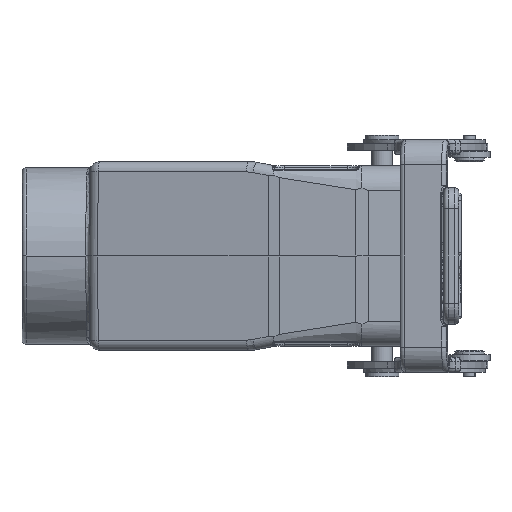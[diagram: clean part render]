
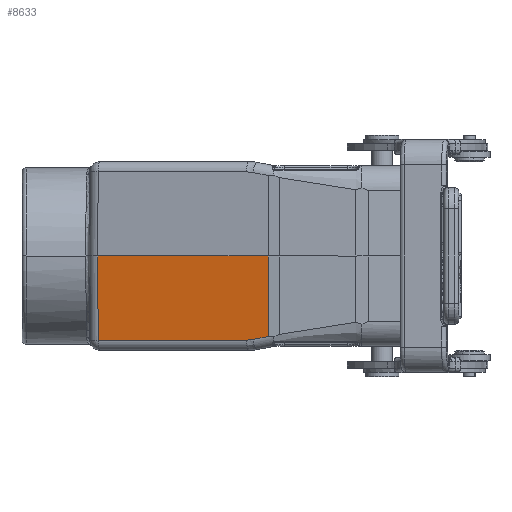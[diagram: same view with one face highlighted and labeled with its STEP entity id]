
A CAD part, left-side view. The second image highlights one B-rep face of the part: STEP entity #8633.
In plain terms, the highlighted planar face has unit normal (-0.982, 0.19, -0.009).
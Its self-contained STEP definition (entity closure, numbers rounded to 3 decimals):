
#2223=B_SPLINE_CURVE_WITH_KNOTS('',3,(#56865,#56866,#56867,#56868),
 .UNSPECIFIED.,.F.,.F.,(4,4),(0.,1.),.UNSPECIFIED.);
#3954=LINE('',#56891,#6287);
#3964=LINE('',#56963,#6297);
#4207=LINE('',#58601,#6543);
#4215=LINE('',#59013,#6551);
#4216=LINE('',#59015,#6552);
#6287=VECTOR('',#39419,1.);
#6297=VECTOR('',#39467,1.);
#6543=VECTOR('',#40229,1.);
#6551=VECTOR('',#40249,1.);
#6552=VECTOR('',#40252,1.);
#8633=ADVANCED_FACE('',(#11226),#9823,.T.);
#9823=PLANE('',#34187);
#11226=FACE_OUTER_BOUND('',#13164,.T.);
#13164=EDGE_LOOP('',(#19669,#19670,#19671,#19672,#19673,#19674));
#19669=ORIENTED_EDGE('',*,*,#29440,.F.);
#19670=ORIENTED_EDGE('',*,*,#28993,.F.);
#19671=ORIENTED_EDGE('',*,*,#28971,.T.);
#19672=ORIENTED_EDGE('',*,*,#28967,.F.);
#19673=ORIENTED_EDGE('',*,*,#29413,.F.);
#19674=ORIENTED_EDGE('',*,*,#29439,.F.);
#25042=VERTEX_POINT('',#56864);
#25043=VERTEX_POINT('',#56869);
#25044=VERTEX_POINT('',#56888);
#25053=VERTEX_POINT('',#56964);
#25310=VERTEX_POINT('',#58599);
#25322=VERTEX_POINT('',#59005);
#28967=EDGE_CURVE('',#25042,#25043,#2223,.T.);
#28971=EDGE_CURVE('',#25044,#25043,#3954,.T.);
#28993=EDGE_CURVE('',#25044,#25053,#3964,.T.);
#29413=EDGE_CURVE('',#25310,#25042,#4207,.T.);
#29439=EDGE_CURVE('',#25322,#25310,#4215,.T.);
#29440=EDGE_CURVE('',#25053,#25322,#4216,.T.);
#34187=AXIS2_PLACEMENT_3D('',#59016,#40253,#40254);
#39419=DIRECTION('',(-0.19,-0.982,0.));
#39467=DIRECTION('',(-0.007,0.009,1.));
#40229=DIRECTION('',(0.188,0.963,-0.193));
#40249=DIRECTION('',(0.009,0.,-1.));
#40252=DIRECTION('',(-0.19,-0.982,0.));
#40253=DIRECTION('',(-0.982,0.19,-0.009));
#40254=DIRECTION('',(-0.19,-0.982,0.));
#56864=CARTESIAN_POINT('',(-43.609,-9.007,-19.876));
#56865=CARTESIAN_POINT('',(-43.609,-9.007,-19.876));
#56866=CARTESIAN_POINT('',(-43.514,-8.523,-19.973));
#56867=CARTESIAN_POINT('',(-43.419,-8.029,-20.022));
#56868=CARTESIAN_POINT('',(-43.323,-7.536,-20.022));
#56869=CARTESIAN_POINT('',(-43.323,-7.536,-20.022));
#56888=CARTESIAN_POINT('',(-36.497,27.8,-20.022));
#56891=CARTESIAN_POINT('',(-36.497,27.8,-20.022));
#56963=CARTESIAN_POINT('',(-36.497,27.8,-20.022));
#56964=CARTESIAN_POINT('',(-36.641,27.974,0.));
#58599=CARTESIAN_POINT('',(-44.32,-12.657,-19.146));
#58601=CARTESIAN_POINT('',(-44.32,-12.657,-19.146));
#59005=CARTESIAN_POINT('',(-44.49,-12.657,0.));
#59013=CARTESIAN_POINT('',(-44.49,-12.657,0.));
#59015=CARTESIAN_POINT('',(-36.641,27.974,0.));
#59016=CARTESIAN_POINT('',(-44.75,-14.,0.));
